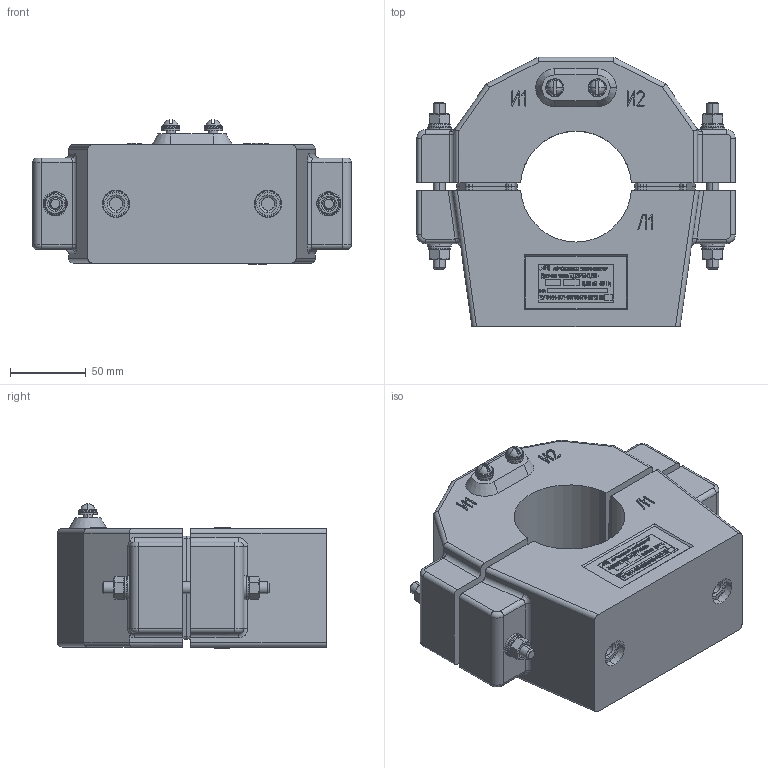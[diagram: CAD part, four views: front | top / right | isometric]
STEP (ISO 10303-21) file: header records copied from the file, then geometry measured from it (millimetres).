
FILE_DESCRIPTION (( 'STEP AP214' ), '1' );
FILE_NAME ('ﾒﾄﾇﾐﾋ-0,66 (4).STEP', '2023-07-14T09:26:06', ( '' ), ( '' ), 'SwSTEP 2.0', 'SolidWorks 2014', '' );
FILE_SCHEMA (( 'AUTOMOTIVE_DESIGN' ));
Length unit declared in the file: millimetre
Products named in the file (14): øïèëüêà^ÈÁËÒ.671323.001 Äàò÷èê òîêà òðàíñôîðìàòîðíûé ðàçú¸ìíûé ÒÄÇÐË-0,66; Ãàéêà øåñòèãðàííàÿ DIN 934_8; Âèíò ÃÎÑÒ 17473-80_6å10; ﾘ琺矜 DIN 127 B_8; ﾘ琺矜 DIN 127 B_6; ﾘ琺矜 DIN 125 ﾀ_8.01.019; ﾘ琺矜 DIN 125 ﾀ_6.01.019; ÂÅÈÓ.754312.178 Òàáëè÷êà íà äàò÷èê òîêà ÒÄÇÐË-0,66; ����.671323.502 ������ ������� ���� � ��������_-02 �����-0,66 (���); ��������^����.671323.502 ������ ������� ���� � ��������_�����-0,66 (���); Ãàéêà øåñòèãðàííàÿ DIN 934_10; ����.671323.502 ������ ������� ���� � ��������_-01 �����-0,66 (����); ��������^����.671323.502 ������ ������� ���� � ��������_�����-0,66 (����); ﾒﾄﾇﾐﾋ-0,66 (4)
Assembly tree (27 placements, depth 3):
  ﾒﾄﾇﾐﾋ-0,66 (4)
    ����.671323.502 ������ ������� ���� � ��������_-01 �����-0,66 (����)
      ��������^����.671323.502 ������ ������� ���� � ��������_�����-0,66 (����)
    ����.671323.502 ������ ������� ���� � ��������_-02 �����-0,66 (���)
      Ãàéêà øåñòèãðàííàÿ DIN 934_10  x2
      ��������^����.671323.502 ������ ������� ���� � ��������_�����-0,66 (���)
    ÂÅÈÓ.754312.178 Òàáëè÷êà íà äàò÷èê òîêà ÒÄÇÐË-0,66
    ﾘ琺矜 DIN 125 ﾀ_6.01.019  x2
    ﾘ琺矜 DIN 125 ﾀ_8.01.019  x4
    ﾘ琺矜 DIN 127 B_6  x2
    ﾘ琺矜 DIN 127 B_8  x4
    Âèíò ÃÎÑÒ 17473-80_6å10  x2
    Ãàéêà øåñòèãðàííàÿ DIN 934_8  x4
    øïèëüêà^ÈÁËÒ.671323.001 Äàò÷èê òîêà òðàíñôîðìàòîðíûé ðàçú¸ìíûé ÒÄÇÐË-0,66  x2
Bounding box: 210 x 177 x 95.11 mm (x, y, z)
Volume: 1398549.8 mm3; surface area: 252907.1 mm2
Topology: 25 solids, 64 shells, 2530 faces, 6353 edges, 4038 vertices
Faces by surface type: plane 978, bspline 613, cylinder 504, torus 352, cone 79, sphere 4
Entity records: 113313 total; most frequent: CARTESIAN_POINT 46547, ORIENTED_EDGE 11958, DIRECTION 9641, EDGE_CURVE 5979, VERTEX_POINT 3803, VECTOR 3219, LINE 3219, AXIS2_PLACEMENT_3D 3211
